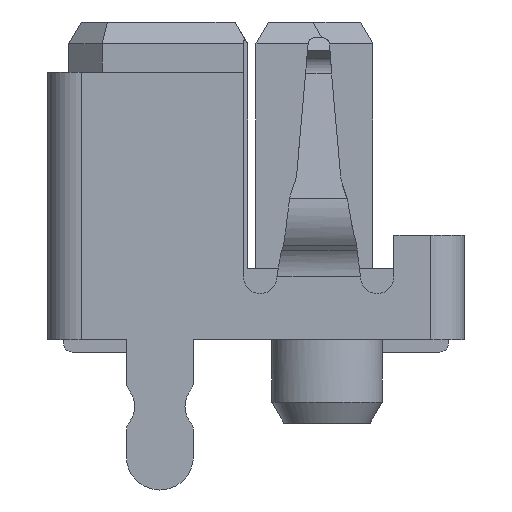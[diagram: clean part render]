
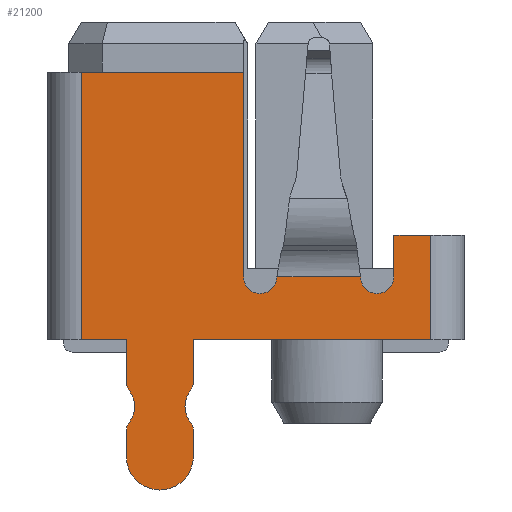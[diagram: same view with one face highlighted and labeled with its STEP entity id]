
A CAD part, left-side view. The second image highlights one B-rep face of the part: STEP entity #21200.
In plain terms, the highlighted planar face has unit normal (-1, 0, 0).
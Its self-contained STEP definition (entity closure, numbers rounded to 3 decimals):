
#19937=CARTESIAN_POINT('',(-10.025,-2.14,0.15));
#19938=VERTEX_POINT('',#19937);
#19946=CARTESIAN_POINT('',(-10.025,0.7,0.15));
#19947=VERTEX_POINT('',#19946);
#19948=CARTESIAN_POINT('',(-10.025,-2.14,0.15));
#19949=DIRECTION('',(0.0,1.0,0.0));
#19950=VECTOR('',#19949,2.84);
#19951=LINE('',#19948,#19950);
#19952=EDGE_CURVE('',#19938,#19947,#19951,.T.);
#20043=CARTESIAN_POINT('',(-10.025,1.5,0.15));
#20044=VERTEX_POINT('',#20043);
#20051=CARTESIAN_POINT('',(-10.025,2.04,0.15));
#20052=VERTEX_POINT('',#20051);
#20053=CARTESIAN_POINT('',(-10.025,1.5,0.15));
#20054=DIRECTION('',(0.0,1.0,0.0));
#20055=VECTOR('',#20054,0.54);
#20056=LINE('',#20053,#20055);
#20057=EDGE_CURVE('',#20044,#20052,#20056,.T.);
#20192=CARTESIAN_POINT('',(-10.025,2.04,3.35));
#20193=VERTEX_POINT('',#20192);
#20201=CARTESIAN_POINT('',(-10.025,0.1,3.35));
#20202=VERTEX_POINT('',#20201);
#20203=CARTESIAN_POINT('',(-10.025,2.04,3.35));
#20204=DIRECTION('',(0.0,-1.0,0.0));
#20205=VECTOR('',#20204,1.94);
#20206=LINE('',#20203,#20205);
#20207=EDGE_CURVE('',#20193,#20202,#20206,.T.);
#20276=CARTESIAN_POINT('',(-10.025,1.467,-0.839));
#20277=VERTEX_POINT('',#20276);
#20284=CARTESIAN_POINT('',(-10.025,1.467,-0.461));
#20285=VERTEX_POINT('',#20284);
#20286=CARTESIAN_POINT('',(-10.025,1.7,-0.65));
#20287=DIRECTION('',(1.0,0.0,0.0));
#20288=DIRECTION('',(0.0,-1.0,0.0));
#20289=AXIS2_PLACEMENT_3D('',#20286,#20287,#20288);
#20290=CIRCLE('',#20289,0.3);
#20291=EDGE_CURVE('',#20285,#20277,#20290,.T.);
#21045=CARTESIAN_POINT('',(-10.025,2.249,-1.9));
#21046=DIRECTION('',(-1.0,0.0,0.0));
#21047=DIRECTION('',(0.0,-1.0,0.0));
#21048=AXIS2_PLACEMENT_3D('',#21045,#21046,#21047);
#21049=PLANE('',#21048);
#21050=CARTESIAN_POINT('',(-10.025,-1.7,1.4));
#21051=VERTEX_POINT('',#21050);
#21052=CARTESIAN_POINT('',(-10.025,-1.7,0.9));
#21053=VERTEX_POINT('',#21052);
#21054=CARTESIAN_POINT('',(-10.025,-1.7,1.4));
#21055=DIRECTION('',(0.0,0.0,-1.0));
#21056=VECTOR('',#21055,0.5);
#21057=LINE('',#21054,#21056);
#21058=EDGE_CURVE('',#21051,#21053,#21057,.T.);
#21059=ORIENTED_EDGE('',*,*,#21058,.T.);
#21060=CARTESIAN_POINT('',(-10.025,-1.3,0.9));
#21061=VERTEX_POINT('',#21060);
#21062=CARTESIAN_POINT('',(-10.025,-1.5,0.9));
#21063=DIRECTION('',(1.0,0.0,0.0));
#21064=DIRECTION('',(0.0,-1.0,0.0));
#21065=AXIS2_PLACEMENT_3D('',#21062,#21063,#21064);
#21066=CIRCLE('',#21065,0.2);
#21067=EDGE_CURVE('',#21053,#21061,#21066,.T.);
#21068=ORIENTED_EDGE('',*,*,#21067,.T.);
#21069=CARTESIAN_POINT('',(-10.025,-0.3,0.9));
#21070=VERTEX_POINT('',#21069);
#21071=CARTESIAN_POINT('',(-10.025,-1.3,0.9));
#21072=DIRECTION('',(0.0,1.0,0.0));
#21073=VECTOR('',#21072,1.0);
#21074=LINE('',#21071,#21073);
#21075=EDGE_CURVE('',#21061,#21070,#21074,.T.);
#21076=ORIENTED_EDGE('',*,*,#21075,.T.);
#21077=CARTESIAN_POINT('',(-10.025,0.1,0.9));
#21078=VERTEX_POINT('',#21077);
#21079=CARTESIAN_POINT('',(-10.025,-0.1,0.9));
#21080=DIRECTION('',(1.0,0.0,0.0));
#21081=DIRECTION('',(0.0,-1.0,0.0));
#21082=AXIS2_PLACEMENT_3D('',#21079,#21080,#21081);
#21083=CIRCLE('',#21082,0.2);
#21084=EDGE_CURVE('',#21070,#21078,#21083,.T.);
#21085=ORIENTED_EDGE('',*,*,#21084,.T.);
#21086=CARTESIAN_POINT('',(-10.025,0.1,3.35));
#21087=DIRECTION('',(0.0,0.0,-1.0));
#21088=VECTOR('',#21087,2.45);
#21089=LINE('',#21086,#21088);
#21090=EDGE_CURVE('',#20202,#21078,#21089,.T.);
#21091=ORIENTED_EDGE('',*,*,#21090,.F.);
#21092=ORIENTED_EDGE('',*,*,#20207,.F.);
#21093=CARTESIAN_POINT('',(-10.025,2.04,0.15));
#21094=DIRECTION('',(0.0,0.0,1.0));
#21095=VECTOR('',#21094,3.2);
#21096=LINE('',#21093,#21095);
#21097=EDGE_CURVE('',#20052,#20193,#21096,.T.);
#21098=ORIENTED_EDGE('',*,*,#21097,.F.);
#21099=ORIENTED_EDGE('',*,*,#20057,.F.);
#21100=CARTESIAN_POINT('',(-10.025,1.5,-0.367));
#21101=VERTEX_POINT('',#21100);
#21102=CARTESIAN_POINT('',(-10.025,1.5,0.15));
#21103=DIRECTION('',(0.0,0.0,-1.0));
#21104=VECTOR('',#21103,0.517);
#21105=LINE('',#21102,#21104);
#21106=EDGE_CURVE('',#20044,#21101,#21105,.T.);
#21107=ORIENTED_EDGE('',*,*,#21106,.T.);
#21108=CARTESIAN_POINT('',(-10.025,1.35,-0.367));
#21109=DIRECTION('',(-1.0,0.0,0.0));
#21110=DIRECTION('',(0.0,-1.0,0.0));
#21111=AXIS2_PLACEMENT_3D('',#21108,#21109,#21110);
#21112=CIRCLE('',#21111,0.15);
#21113=EDGE_CURVE('',#21101,#20285,#21112,.T.);
#21114=ORIENTED_EDGE('',*,*,#21113,.T.);
#21115=ORIENTED_EDGE('',*,*,#20291,.T.);
#21116=CARTESIAN_POINT('',(-10.025,1.5,-0.933));
#21117=VERTEX_POINT('',#21116);
#21118=CARTESIAN_POINT('',(-10.025,1.35,-0.933));
#21119=DIRECTION('',(-1.0,0.0,0.0));
#21120=DIRECTION('',(0.0,-1.0,0.0));
#21121=AXIS2_PLACEMENT_3D('',#21118,#21119,#21120);
#21122=CIRCLE('',#21121,0.15);
#21123=EDGE_CURVE('',#20277,#21117,#21122,.T.);
#21124=ORIENTED_EDGE('',*,*,#21123,.T.);
#21125=CARTESIAN_POINT('',(-10.025,1.5,-1.25));
#21126=VERTEX_POINT('',#21125);
#21127=CARTESIAN_POINT('',(-10.025,1.5,-0.933));
#21128=DIRECTION('',(0.0,0.0,-1.0));
#21129=VECTOR('',#21128,0.317);
#21130=LINE('',#21127,#21129);
#21131=EDGE_CURVE('',#21117,#21126,#21130,.T.);
#21132=ORIENTED_EDGE('',*,*,#21131,.T.);
#21133=CARTESIAN_POINT('',(-10.025,0.7,-1.25));
#21134=VERTEX_POINT('',#21133);
#21135=CARTESIAN_POINT('',(-10.025,1.1,-1.25));
#21136=DIRECTION('',(-1.0,0.0,0.0));
#21137=DIRECTION('',(0.0,-1.0,0.0));
#21138=AXIS2_PLACEMENT_3D('',#21135,#21136,#21137);
#21139=CIRCLE('',#21138,0.4);
#21140=EDGE_CURVE('',#21126,#21134,#21139,.T.);
#21141=ORIENTED_EDGE('',*,*,#21140,.T.);
#21142=CARTESIAN_POINT('',(-10.025,0.7,-0.933));
#21143=VERTEX_POINT('',#21142);
#21144=CARTESIAN_POINT('',(-10.025,0.7,-1.25));
#21145=DIRECTION('',(0.0,0.0,1.0));
#21146=VECTOR('',#21145,0.317);
#21147=LINE('',#21144,#21146);
#21148=EDGE_CURVE('',#21134,#21143,#21147,.T.);
#21149=ORIENTED_EDGE('',*,*,#21148,.T.);
#21150=CARTESIAN_POINT('',(-10.025,0.733,-0.839));
#21151=VERTEX_POINT('',#21150);
#21152=CARTESIAN_POINT('',(-10.025,0.85,-0.933));
#21153=DIRECTION('',(-1.0,0.0,0.0));
#21154=DIRECTION('',(0.0,-1.0,0.0));
#21155=AXIS2_PLACEMENT_3D('',#21152,#21153,#21154);
#21156=CIRCLE('',#21155,0.15);
#21157=EDGE_CURVE('',#21143,#21151,#21156,.T.);
#21158=ORIENTED_EDGE('',*,*,#21157,.T.);
#21159=CARTESIAN_POINT('',(-10.025,0.733,-0.461));
#21160=VERTEX_POINT('',#21159);
#21161=CARTESIAN_POINT('',(-10.025,0.5,-0.65));
#21162=DIRECTION('',(1.0,0.0,0.0));
#21163=DIRECTION('',(0.0,-1.0,0.0));
#21164=AXIS2_PLACEMENT_3D('',#21161,#21162,#21163);
#21165=CIRCLE('',#21164,0.3);
#21166=EDGE_CURVE('',#21151,#21160,#21165,.T.);
#21167=ORIENTED_EDGE('',*,*,#21166,.T.);
#21168=CARTESIAN_POINT('',(-10.025,0.7,-0.367));
#21169=VERTEX_POINT('',#21168);
#21170=CARTESIAN_POINT('',(-10.025,0.85,-0.367));
#21171=DIRECTION('',(-1.0,0.0,0.0));
#21172=DIRECTION('',(0.0,-1.0,0.0));
#21173=AXIS2_PLACEMENT_3D('',#21170,#21171,#21172);
#21174=CIRCLE('',#21173,0.15);
#21175=EDGE_CURVE('',#21160,#21169,#21174,.T.);
#21176=ORIENTED_EDGE('',*,*,#21175,.T.);
#21177=CARTESIAN_POINT('',(-10.025,0.7,-0.367));
#21178=DIRECTION('',(0.0,0.0,1.0));
#21179=VECTOR('',#21178,0.517);
#21180=LINE('',#21177,#21179);
#21181=EDGE_CURVE('',#21169,#19947,#21180,.T.);
#21182=ORIENTED_EDGE('',*,*,#21181,.T.);
#21183=ORIENTED_EDGE('',*,*,#19952,.F.);
#21184=CARTESIAN_POINT('',(-10.025,-2.14,1.4));
#21185=VERTEX_POINT('',#21184);
#21186=CARTESIAN_POINT('',(-10.025,-2.14,0.15));
#21187=DIRECTION('',(0.0,0.0,1.0));
#21188=VECTOR('',#21187,1.25);
#21189=LINE('',#21186,#21188);
#21190=EDGE_CURVE('',#19938,#21185,#21189,.T.);
#21191=ORIENTED_EDGE('',*,*,#21190,.T.);
#21192=CARTESIAN_POINT('',(-10.025,-1.7,1.4));
#21193=DIRECTION('',(0.0,-1.0,0.0));
#21194=VECTOR('',#21193,0.44);
#21195=LINE('',#21192,#21194);
#21196=EDGE_CURVE('',#21051,#21185,#21195,.T.);
#21197=ORIENTED_EDGE('',*,*,#21196,.F.);
#21198=EDGE_LOOP('',(#21059,#21068,#21076,#21085,#21091,#21092,#21098,#21099,#21107,#21114,#21115,#21124,#21132,#21141,#21149,#21158,#21167,#21176,#21182,#21183,#21191,#21197));
#21199=FACE_OUTER_BOUND('',#21198,.T.);
#21200=ADVANCED_FACE('',(#21199),#21049,.T.);
